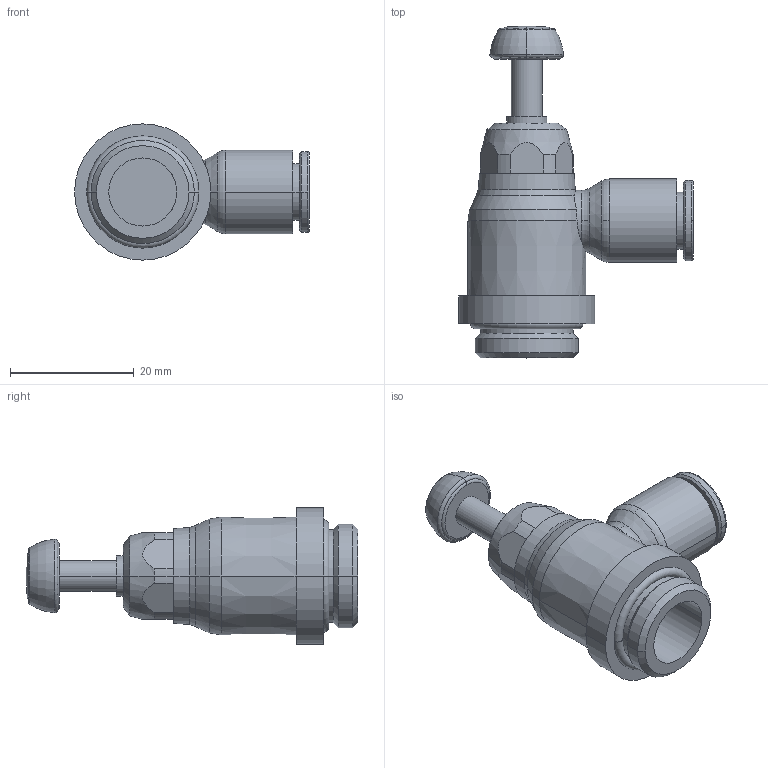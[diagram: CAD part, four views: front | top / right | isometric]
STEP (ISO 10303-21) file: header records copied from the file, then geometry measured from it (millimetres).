
FILE_DESCRIPTION(('STEP AP214'),'1');
FILE_NAME('7061_08_17.stp','2016-07-07T14:20:47',('TraceParts'),('TraceParts S.A.'),'Spatial InterOp 3D',' ',' ');
FILE_SCHEMA(('automotive_design'));
Length unit declared in the file: millimetre
Products named in the file (1): 1
Bounding box: 37.9 x 53.59 x 22 mm (x, y, z)
Volume: 8670.7 mm3; surface area: 5787.2 mm2
Topology: 1 solids, 1 shells, 93 faces, 226 edges, 141 vertices
Faces by surface type: cylinder 32, cone 24, torus 18, plane 17, revolution 2
Entity records: 2918 total; most frequent: CARTESIAN_POINT 649, DIRECTION 527, ORIENTED_EDGE 448, AXIS2_PLACEMENT_3D 229, EDGE_CURVE 224, VERTEX_POINT 141, CIRCLE 137, EDGE_LOOP 103
